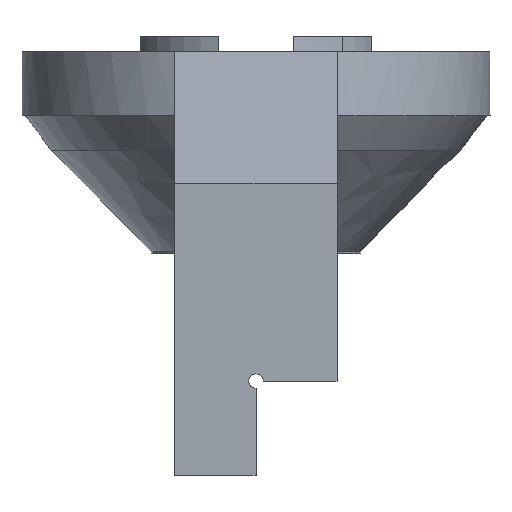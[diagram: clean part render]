
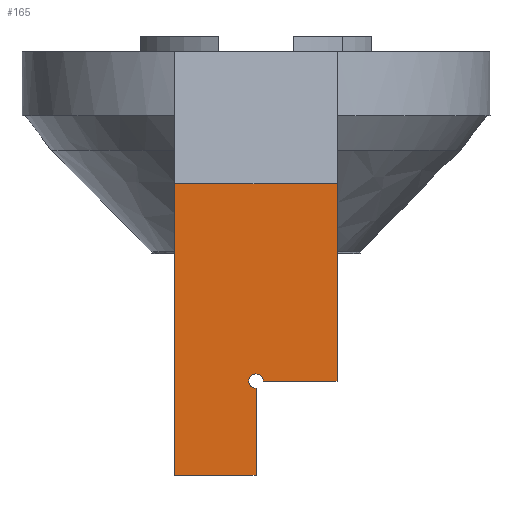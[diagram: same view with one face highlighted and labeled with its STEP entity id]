
A CAD part, left-side view. The second image highlights one B-rep face of the part: STEP entity #165.
In plain terms, the highlighted planar face has unit normal (-1, 0, 0).
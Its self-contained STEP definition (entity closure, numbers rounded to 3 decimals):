
#165=ADVANCED_FACE('',(#309),#2263,.T.);
#309=FACE_OUTER_BOUND('',#470,.T.);
#470=EDGE_LOOP('',(#1049,#1050,#1051,#1052,#1053,#1054,#1055,#1056));
#1049=ORIENTED_EDGE('',*,*,#1430,.T.);
#1050=ORIENTED_EDGE('',*,*,#1514,.F.);
#1051=ORIENTED_EDGE('',*,*,#1459,.T.);
#1052=ORIENTED_EDGE('',*,*,#1476,.F.);
#1053=ORIENTED_EDGE('',*,*,#1471,.T.);
#1054=ORIENTED_EDGE('',*,*,#1470,.T.);
#1055=ORIENTED_EDGE('',*,*,#1477,.T.);
#1056=ORIENTED_EDGE('',*,*,#1512,.T.);
#1430=EDGE_CURVE('',#2059,#2060,#1710,.T.);
#1459=EDGE_CURVE('',#2079,#2082,#1732,.T.);
#1470=EDGE_CURVE('',#2089,#2090,#1851,.T.);
#1471=EDGE_CURVE('',#2091,#2089,#1852,.T.);
#1476=EDGE_CURVE('',#2091,#2082,#1738,.T.);
#1477=EDGE_CURVE('',#2090,#2083,#1739,.T.);
#1512=EDGE_CURVE('',#2083,#2059,#1751,.T.);
#1514=EDGE_CURVE('',#2079,#2060,#1753,.T.);
#1710=B_SPLINE_CURVE_WITH_KNOTS('',1,(#3728,#3729),.UNSPECIFIED.,.F.,.F.,
(2,2),(0.,15.947),.UNSPECIFIED.);
#1732=B_SPLINE_CURVE_WITH_KNOTS('',1,(#3862,#3863),.UNSPECIFIED.,.F.,.F.,
(2,2),(8.88,11.854),.UNSPECIFIED.);
#1738=B_SPLINE_CURVE_WITH_KNOTS('',1,(#3940,#3941),.UNSPECIFIED.,.F.,.F.,
(2,2),(0.703,9.277),.UNSPECIFIED.);
#1739=B_SPLINE_CURVE_WITH_KNOTS('',1,(#3942,#3943),.UNSPECIFIED.,.F.,.F.,
(2,2),(50.542,57.813),.UNSPECIFIED.);
#1751=B_SPLINE_CURVE_WITH_KNOTS('',1,(#4141,#4142),.UNSPECIFIED.,.F.,.F.,
(2,2),(0.,19.424),.UNSPECIFIED.);
#1753=B_SPLINE_CURVE_WITH_KNOTS('',1,(#4150,#4151),.UNSPECIFIED.,.F.,.F.,
(2,2),(0.,28.701),.UNSPECIFIED.);
#1851=(
BOUNDED_CURVE()
B_SPLINE_CURVE(2,(#3912,#3913,#3914),.UNSPECIFIED.,.F.,.F.)
B_SPLINE_CURVE_WITH_KNOTS((3,3),(-4.414,-3.756),
 .UNSPECIFIED.)
CURVE()
GEOMETRIC_REPRESENTATION_ITEM()
RATIONAL_B_SPLINE_CURVE((1.,0.89,1.))
REPRESENTATION_ITEM('')
);
#1852=(
BOUNDED_CURVE()
B_SPLINE_CURVE(2,(#3915,#3916,#3917,#3918,#3919,#3920,#3921,#3922,#3923),
 .UNSPECIFIED.,.F.,.F.)
B_SPLINE_CURVE_WITH_KNOTS((3,2,2,2,3),(-2.652,-1.989,
-1.326,-0.663,0.),.UNSPECIFIED.)
CURVE()
GEOMETRIC_REPRESENTATION_ITEM()
RATIONAL_B_SPLINE_CURVE((1.,0.891,1.,0.891,1.,0.891,
1.,0.891,1.))
REPRESENTATION_ITEM('')
);
#2059=VERTEX_POINT('',#3629);
#2060=VERTEX_POINT('',#3630);
#2079=VERTEX_POINT('',#3649);
#2082=VERTEX_POINT('',#3652);
#2083=VERTEX_POINT('',#3653);
#2089=VERTEX_POINT('',#3659);
#2090=VERTEX_POINT('',#3660);
#2091=VERTEX_POINT('',#3661);
#2263=PLANE('',#2469);
#2469=AXIS2_PLACEMENT_3D('',#3527,#2600,$);
#2600=DIRECTION('',(-1.,0.,0.));
#3527=CARTESIAN_POINT('',(-45.865,-8.133,21.099));
#3629=CARTESIAN_POINT('',(-45.865,-7.974,50.));
#3630=CARTESIAN_POINT('',(-45.865,7.974,50.));
#3649=CARTESIAN_POINT('',(-45.865,7.974,21.299));
#3652=CARTESIAN_POINT('',(-45.865,0.,21.299));
#3653=CARTESIAN_POINT('',(-45.865,-7.974,30.576));
#3659=CARTESIAN_POINT('',(-45.865,-0.411,31.145));
#3660=CARTESIAN_POINT('',(-45.865,-0.703,30.576));
#3661=CARTESIAN_POINT('',(-45.865,0.,29.873));
#3728=CARTESIAN_POINT('',(-45.865,-7.974,50.));
#3729=CARTESIAN_POINT('',(-45.865,7.974,50.));
#3862=CARTESIAN_POINT('',(-45.865,7.974,21.299));
#3863=CARTESIAN_POINT('',(-45.865,0.,21.299));
#3912=CARTESIAN_POINT('',(-45.865,-0.411,31.145));
#3913=CARTESIAN_POINT('',(-45.865,-0.703,30.935));
#3914=CARTESIAN_POINT('',(-45.865,-0.703,30.576));
#3915=CARTESIAN_POINT('',(-45.865,0.,29.873));
#3916=CARTESIAN_POINT('',(-45.865,0.358,29.873));
#3917=CARTESIAN_POINT('',(-45.865,0.568,30.162));
#3918=CARTESIAN_POINT('',(-45.865,0.779,30.452));
#3919=CARTESIAN_POINT('',(-45.865,0.668,30.792));
#3920=CARTESIAN_POINT('',(-45.865,0.558,31.132));
#3921=CARTESIAN_POINT('',(-45.865,0.219,31.243));
#3922=CARTESIAN_POINT('',(-45.865,-0.121,31.355));
#3923=CARTESIAN_POINT('',(-45.865,-0.411,31.145));
#3940=CARTESIAN_POINT('',(-45.865,0.,29.873));
#3941=CARTESIAN_POINT('',(-45.865,0.,21.299));
#3942=CARTESIAN_POINT('',(-45.865,-0.703,30.576));
#3943=CARTESIAN_POINT('',(-45.865,-7.974,30.576));
#4141=CARTESIAN_POINT('',(-45.865,-7.974,30.576));
#4142=CARTESIAN_POINT('',(-45.865,-7.974,50.));
#4150=CARTESIAN_POINT('',(-45.865,7.974,21.299));
#4151=CARTESIAN_POINT('',(-45.865,7.974,50.));
